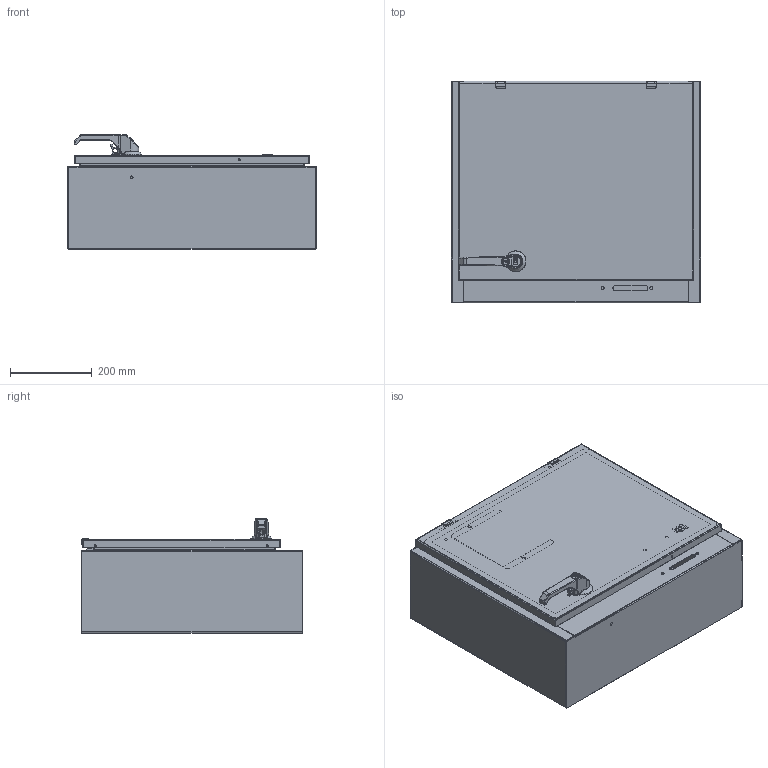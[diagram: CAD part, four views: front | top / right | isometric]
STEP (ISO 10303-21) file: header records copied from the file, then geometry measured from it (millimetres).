
FILE_DESCRIPTION (( 'STEP AP203' ), '1' );
FILE_NAME ('SCE-24XEL2108LPLG.step', '2021-02-09T15:30:42', ( 'ADC123' ), ( 'Microsoft' ), 'SwSTEP 2.0', 'SolidWorks 2019', '' );
FILE_SCHEMA (( 'CONFIG_CONTROL_DESIGN' ));
Products named in the file (1): SCE-24XEL2108LPLG
Bounding box: 609.6 x 542.92 x 280.45 mm (x, y, z)
Surface area: 3260717.2 mm2 (no closed solid volume)
Topology: 0 solids, 67 shells, 4608 faces, 12308 edges, 7684 vertices
Faces by surface type: plane 1739, bspline 1253, cylinder 1214, cone 390, torus 12
Full cylindrical faces by diameter (mm): 1.016 x2, 2 x1, 3.454 x2, 3.5 x2, 3.962 x2, 3.978 x2, 4.134 x5, 4.293 x2, 4.318 x8, 4.369 x4, 4.5 x2, 4.775 x5, 4.978 x8, 5 x28, 5.182 x4, 5.207 x4, 5.232 x4, 5.5 x1, 5.537 x2, 6.096 x4, 6.198 x5, 6.299 x8, 6.35 x7, 6.363 x3, 6.756 x5, 7 x1, 7.137 x6, 8.095 x5, 8.2 x2, 8.433 x4
Entity records: 215166 total; most frequent: CARTESIAN_POINT 116188, ORIENTED_EDGE 22888, DIRECTION 16608, EDGE_CURVE 11452, VERTEX_POINT 7470, AXIS2_PLACEMENT_3D 5998, EDGE_LOOP 5268, FACE_OUTER_BOUND 4896
